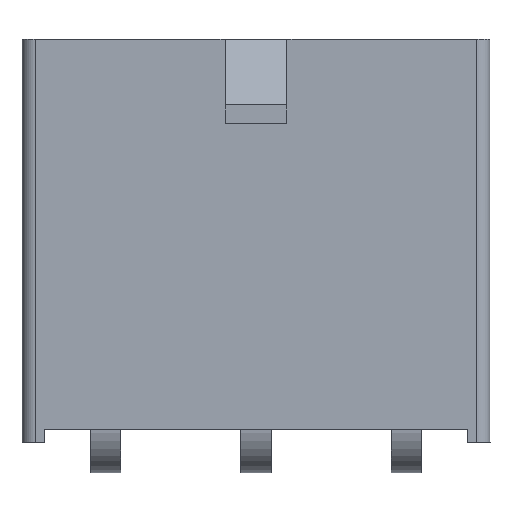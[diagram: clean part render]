
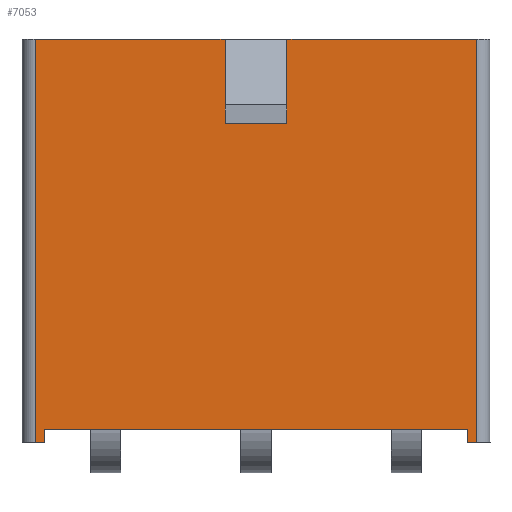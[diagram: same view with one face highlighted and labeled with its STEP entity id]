
A CAD part, top view. The second image highlights one B-rep face of the part: STEP entity #7053.
In plain terms, the highlighted planar face has unit normal (0, 0, 1).
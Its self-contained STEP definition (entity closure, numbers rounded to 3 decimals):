
#344=ORIENTED_EDGE('',*,*,#1738,.F.);
#345=ORIENTED_EDGE('',*,*,#1736,.T.);
#346=ORIENTED_EDGE('',*,*,#1739,.T.);
#347=ORIENTED_EDGE('',*,*,#1740,.T.);
#348=ORIENTED_EDGE('',*,*,#1741,.F.);
#349=ORIENTED_EDGE('',*,*,#1742,.F.);
#350=ORIENTED_EDGE('',*,*,#1743,.F.);
#351=ORIENTED_EDGE('',*,*,#1744,.T.);
#352=ORIENTED_EDGE('',*,*,#1745,.F.);
#353=ORIENTED_EDGE('',*,*,#1746,.F.);
#354=ORIENTED_EDGE('',*,*,#1747,.T.);
#355=ORIENTED_EDGE('',*,*,#1748,.F.);
#1736=EDGE_CURVE('',#2418,#2417,#2896,.T.);
#1738=EDGE_CURVE('',#2418,#2419,#2898,.T.);
#1739=EDGE_CURVE('',#2417,#2420,#2899,.T.);
#1740=EDGE_CURVE('',#2420,#2421,#2900,.T.);
#1741=EDGE_CURVE('',#2422,#2421,#2901,.T.);
#1742=EDGE_CURVE('',#2423,#2422,#2902,.T.);
#1743=EDGE_CURVE('',#2424,#2423,#2903,.T.);
#1744=EDGE_CURVE('',#2424,#2425,#2904,.T.);
#1745=EDGE_CURVE('',#2426,#2425,#2905,.T.);
#1746=EDGE_CURVE('',#2427,#2426,#2906,.T.);
#1747=EDGE_CURVE('',#2427,#2428,#2907,.T.);
#1748=EDGE_CURVE('',#2419,#2428,#2908,.T.);
#2417=VERTEX_POINT('',#9379);
#2418=VERTEX_POINT('',#9381);
#2419=VERTEX_POINT('',#9385);
#2420=VERTEX_POINT('',#9387);
#2421=VERTEX_POINT('',#9389);
#2422=VERTEX_POINT('',#9391);
#2423=VERTEX_POINT('',#9393);
#2424=VERTEX_POINT('',#9395);
#2425=VERTEX_POINT('',#9397);
#2426=VERTEX_POINT('',#9399);
#2427=VERTEX_POINT('',#9401);
#2428=VERTEX_POINT('',#9403);
#2896=LINE('',#9380,#3558);
#2898=LINE('',#9384,#3560);
#2899=LINE('',#9386,#3561);
#2900=LINE('',#9388,#3562);
#2901=LINE('',#9390,#3563);
#2902=LINE('',#9392,#3564);
#2903=LINE('',#9394,#3565);
#2904=LINE('',#9396,#3566);
#2905=LINE('',#9398,#3567);
#2906=LINE('',#9400,#3568);
#2907=LINE('',#9402,#3569);
#2908=LINE('',#9404,#3570);
#3558=VECTOR('',#7946,1000.);
#3560=VECTOR('',#7950,1000.);
#3561=VECTOR('',#7951,1000.);
#3562=VECTOR('',#7952,1000.);
#3563=VECTOR('',#7953,1000.);
#3564=VECTOR('',#7954,1000.);
#3565=VECTOR('',#7955,1000.);
#3566=VECTOR('',#7956,1000.);
#3567=VECTOR('',#7957,1000.);
#3568=VECTOR('',#7958,1000.);
#3569=VECTOR('',#7959,1000.);
#3570=VECTOR('',#7960,1000.);
#4121=EDGE_LOOP('',(#344,#345,#346,#347,#348,#349,#350,#351,#352,#353,#354,
#355));
#4429=FACE_BOUND('',#4121,.T.);
#4730=PLANE('',#7369);
#7053=ADVANCED_FACE('',(#4429),#4730,.F.);
#7369=AXIS2_PLACEMENT_3D('',#9383,#7948,#7949);
#7946=DIRECTION('',(0.,1.,0.));
#7948=DIRECTION('',(0.,0.,-1.));
#7949=DIRECTION('',(-1.,0.,0.));
#7950=DIRECTION('',(1.,0.,0.));
#7951=DIRECTION('',(-1.,0.,0.));
#7952=DIRECTION('',(0.,-1.,0.));
#7953=DIRECTION('',(-1.,0.,0.));
#7954=DIRECTION('',(0.,-1.,0.));
#7955=DIRECTION('',(-1.,0.,0.));
#7956=DIRECTION('',(0.,-1.,0.));
#7957=DIRECTION('',(-1.,0.,0.));
#7958=DIRECTION('',(0.,-1.,0.));
#7959=DIRECTION('',(-1.,0.,0.));
#7960=DIRECTION('',(0.,1.,0.));
#9379=CARTESIAN_POINT('',(-8.025,7.65,3.4));
#9380=CARTESIAN_POINT('',(-8.025,7.15,3.4));
#9381=CARTESIAN_POINT('',(-8.025,7.15,3.4));
#9383=CARTESIAN_POINT('',(8.875,7.65,3.4));
#9384=CARTESIAN_POINT('',(-8.025,7.15,3.4));
#9385=CARTESIAN_POINT('',(8.025,7.15,3.4));
#9386=CARTESIAN_POINT('',(8.875,7.65,3.4));
#9387=CARTESIAN_POINT('',(-8.375,7.65,3.4));
#9388=CARTESIAN_POINT('',(-8.375,7.65,3.4));
#9389=CARTESIAN_POINT('',(-8.375,-7.65,3.4));
#9390=CARTESIAN_POINT('',(8.875,-7.65,3.4));
#9391=CARTESIAN_POINT('',(-1.175,-7.65,3.4));
#9392=CARTESIAN_POINT('',(-1.175,-4.65,3.4));
#9393=CARTESIAN_POINT('',(-1.175,-4.65,3.4));
#9394=CARTESIAN_POINT('',(1.175,-4.65,3.4));
#9395=CARTESIAN_POINT('',(1.175,-4.65,3.4));
#9396=CARTESIAN_POINT('',(1.175,-4.65,3.4));
#9397=CARTESIAN_POINT('',(1.175,-7.65,3.4));
#9398=CARTESIAN_POINT('',(8.875,-7.65,3.4));
#9399=CARTESIAN_POINT('',(8.375,-7.65,3.4));
#9400=CARTESIAN_POINT('',(8.375,7.65,3.4));
#9401=CARTESIAN_POINT('',(8.375,7.65,3.4));
#9402=CARTESIAN_POINT('',(8.875,7.65,3.4));
#9403=CARTESIAN_POINT('',(8.025,7.65,3.4));
#9404=CARTESIAN_POINT('',(8.025,7.15,3.4));
